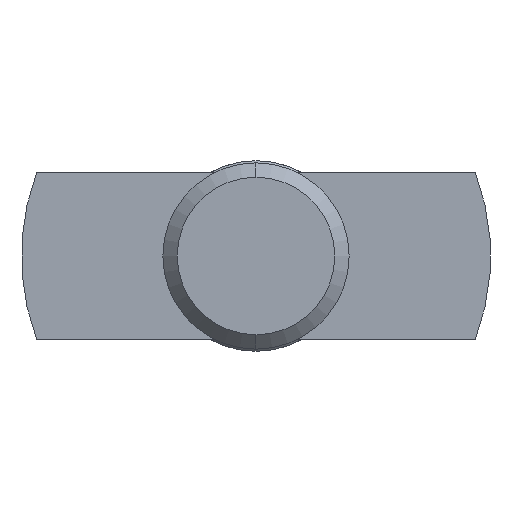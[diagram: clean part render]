
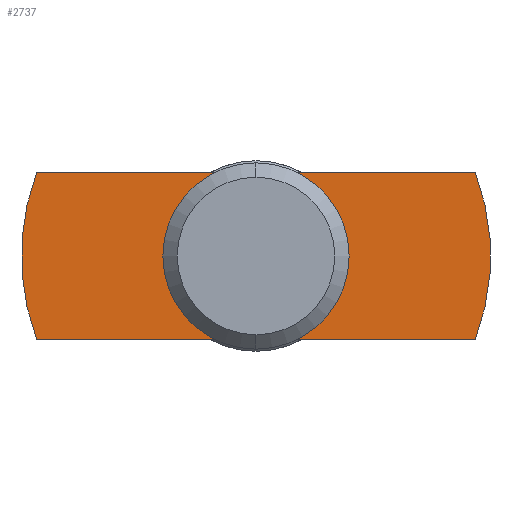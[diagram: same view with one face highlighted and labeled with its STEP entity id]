
A CAD part, front view. The second image highlights one B-rep face of the part: STEP entity #2737.
In plain terms, the highlighted planar face has unit normal (0, -1, 0).
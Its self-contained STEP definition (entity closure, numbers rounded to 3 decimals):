
#14 = CARTESIAN_POINT ( 'NONE',  ( 0., -5.6, 2.685 ) ) ;
#49 = ORIENTED_EDGE ( 'NONE', *, *, #2446, .T. ) ;
#73 = CARTESIAN_POINT ( 'NONE',  ( 7.475, -5.6, -2.85 ) ) ;
#80 = CARTESIAN_POINT ( 'NONE',  ( 0., -5.6, 0. ) ) ;
#116 = DIRECTION ( 'NONE',  ( 0., -1., 0. ) ) ;
#311 = DIRECTION ( 'NONE',  ( 0., 0., 1. ) ) ;
#333 = AXIS2_PLACEMENT_3D ( 'NONE', #400, #116, #2192 ) ;
#340 = VECTOR ( 'NONE', #3087, 1000. ) ;
#400 = CARTESIAN_POINT ( 'NONE',  ( 0., -5.6, 0. ) ) ;
#409 = ORIENTED_EDGE ( 'NONE', *, *, #3054, .T. ) ;
#608 = AXIS2_PLACEMENT_3D ( 'NONE', #2975, #2998, #311 ) ;
#693 = VERTEX_POINT ( 'NONE', #14 ) ;
#719 = ORIENTED_EDGE ( 'NONE', *, *, #776, .T. ) ;
#776 = EDGE_CURVE ( 'Defeature ausgef�hrt2_7+Defeature ausgef�hrt2_9+Defeature ausgef�hrt2_12+Defeature ausgef�hrt2_10', #2859, #3034, #3358, .T. ) ;
#887 = CARTESIAN_POINT ( 'NONE',  ( -7.475, -5.6, 2.85 ) ) ;
#951 = CIRCLE ( 'NONE', #3146, 2.685 ) ;
#1005 = CARTESIAN_POINT ( 'NONE',  ( 0., -5.6, 0. ) ) ;
#1021 = DIRECTION ( 'NONE',  ( 0., 1., 0. ) ) ;
#1070 = CIRCLE ( 'NONE', #3704, 8. ) ;
#1292 = CARTESIAN_POINT ( 'NONE',  ( 0., -5.6, -2.685 ) ) ;
#1338 = VERTEX_POINT ( 'NONE', #73 ) ;
#1381 = EDGE_LOOP ( 'NONE', ( #719, #409, #1818, #49 ) ) ;
#1382 = VECTOR ( 'NONE', #2769, 1000. ) ;
#1437 = EDGE_CURVE ( 'Defeature ausgef�hrt2_7+Defeature ausgef�hrt2_1+Defeature ausgef�hrt2_1+Defeature ausgef�hrt2_1', #693, #2904, #2704, .T. ) ;
#1513 = CARTESIAN_POINT ( 'NONE',  ( 7.475, -5.6, 2.85 ) ) ;
#1593 = CARTESIAN_POINT ( 'NONE',  ( -7.475, -5.6, -2.85 ) ) ;
#1768 = AXIS2_PLACEMENT_3D ( 'NONE', #1005, #1021, #2187 ) ;
#1776 = FACE_OUTER_BOUND ( 'NONE', #1381, .T. ) ;
#1784 = EDGE_CURVE ( 'Defeature ausgef�hrt2_7+Defeature ausgef�hrt2_11+Defeature ausgef�hrt2_10+Defeature ausgef�hrt2_12', #1338, #2285, #1070, .T. ) ;
#1818 = ORIENTED_EDGE ( 'NONE', *, *, #1784, .T. ) ;
#1932 = CARTESIAN_POINT ( 'NONE',  ( -7.475, -5.6, -2.85 ) ) ;
#2183 = LINE ( 'NONE', #3669, #1382 ) ;
#2187 = DIRECTION ( 'NONE',  ( 0., 0., 1. ) ) ;
#2192 = DIRECTION ( 'NONE',  ( 0., 0., 1. ) ) ;
#2223 = EDGE_LOOP ( 'NONE', ( #2575, #3845 ) ) ;
#2285 = VERTEX_POINT ( 'NONE', #1513 ) ;
#2446 = EDGE_CURVE ( 'Defeature ausgef�hrt2_7+Defeature ausgef�hrt2_12+Defeature ausgef�hrt2_11+Defeature ausgef�hrt2_9', #2285, #2859, #2183, .T. ) ;
#2575 = ORIENTED_EDGE ( 'NONE', *, *, #2642, .T. ) ;
#2584 = FACE_BOUND ( 'NONE', #2223, .T. ) ;
#2642 = EDGE_CURVE ( 'Defeature ausgef�hrt2_7+Defeature ausgef�hrt2_1+Defeature ausgef�hrt2_1+Defeature ausgef�hrt2_1', #2904, #693, #951, .T. ) ;
#2659 = DIRECTION ( 'NONE',  ( 0., 1., 0. ) ) ;
#2704 = CIRCLE ( 'NONE', #1768, 2.685 ) ;
#2737 = ADVANCED_FACE ( 'Defeature ausgef�hrt2_7', ( #2584, #1776 ), #3852, .T. ) ;
#2769 = DIRECTION ( 'NONE',  ( -1., 0., 0. ) ) ;
#2859 = VERTEX_POINT ( 'NONE', #887 ) ;
#2904 = VERTEX_POINT ( 'NONE', #1292 ) ;
#2975 = CARTESIAN_POINT ( 'NONE',  ( 0., -5.6, 0. ) ) ;
#2998 = DIRECTION ( 'NONE',  ( 0., -1., 0. ) ) ;
#3034 = VERTEX_POINT ( 'NONE', #1593 ) ;
#3054 = EDGE_CURVE ( 'Defeature ausgef�hrt2_7+Defeature ausgef�hrt2_10+Defeature ausgef�hrt2_9+Defeature ausgef�hrt2_11', #3034, #1338, #3263, .T. ) ;
#3087 = DIRECTION ( 'NONE',  ( 1., 0., 0. ) ) ;
#3146 = AXIS2_PLACEMENT_3D ( 'NONE', #3859, #2659, #3806 ) ;
#3263 = LINE ( 'NONE', #1932, #340 ) ;
#3357 = DIRECTION ( 'NONE',  ( 0., -1., 0. ) ) ;
#3358 = CIRCLE ( 'NONE', #333, 8. ) ;
#3669 = CARTESIAN_POINT ( 'NONE',  ( -7.475, -5.6, 2.85 ) ) ;
#3704 = AXIS2_PLACEMENT_3D ( 'NONE', #80, #3357, #3858 ) ;
#3806 = DIRECTION ( 'NONE',  ( 0., 0., 1. ) ) ;
#3845 = ORIENTED_EDGE ( 'NONE', *, *, #1437, .T. ) ;
#3852 = PLANE ( 'NONE',  #608 ) ;
#3858 = DIRECTION ( 'NONE',  ( 0., 0., 1. ) ) ;
#3859 = CARTESIAN_POINT ( 'NONE',  ( 0., -5.6, 0. ) ) ;
